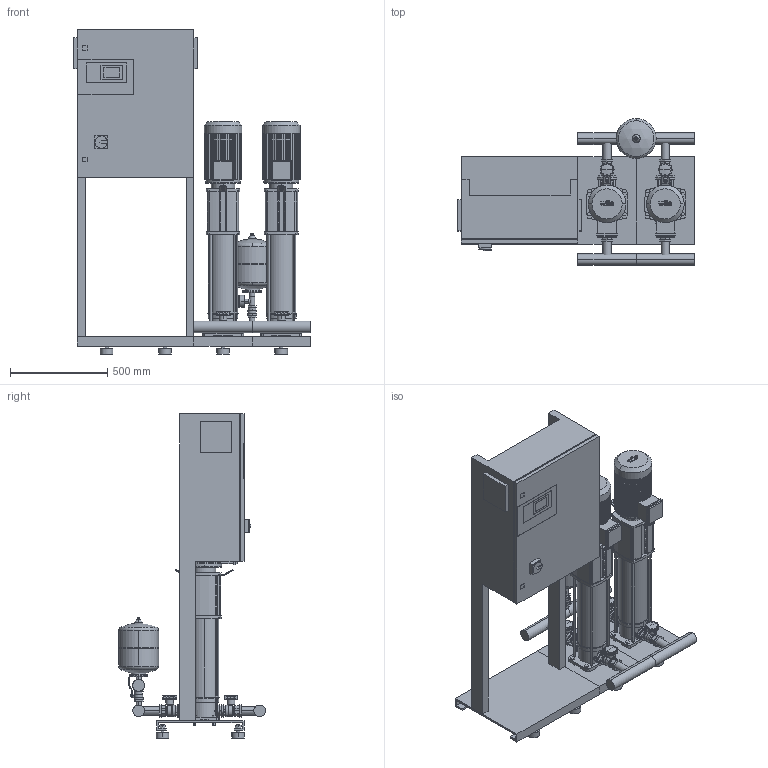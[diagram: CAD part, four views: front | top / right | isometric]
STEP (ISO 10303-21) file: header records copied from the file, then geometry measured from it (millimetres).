
FILE_DESCRIPTION((''),'2;1');
FILE_NAME('3d_COR-2HELIXV612_K_CC-01-2535389.stp','2016-01-25T07:10:30',(''),(''),'Mechanical Desktop 2009','Mechanical Desktop 2009',', , ');
FILE_SCHEMA(('CONFIG_CONTROL_DESIGN'));
Length unit declared in the file: millimetre
Products named in the file (1): Product
Bounding box: 1220 x 756.15 x 1670 mm (x, y, z)
Volume: 190507785.8 mm3; surface area: 7798948.3 mm2
Topology: 91 solids, 91 shells, 3227 faces, 8419 edges, 5545 vertices
Faces by surface type: plane 1627, cylinder 734, bspline 728, cone 116, torus 20, sphere 2
Entity records: 103578 total; most frequent: CARTESIAN_POINT 24070, ORIENTED_EDGE 16822, DIRECTION 15311, EDGE_CURVE 8411, VECTOR 5895, LINE 5895, VERTEX_POINT 5540, AXIS2_PLACEMENT_3D 4708
